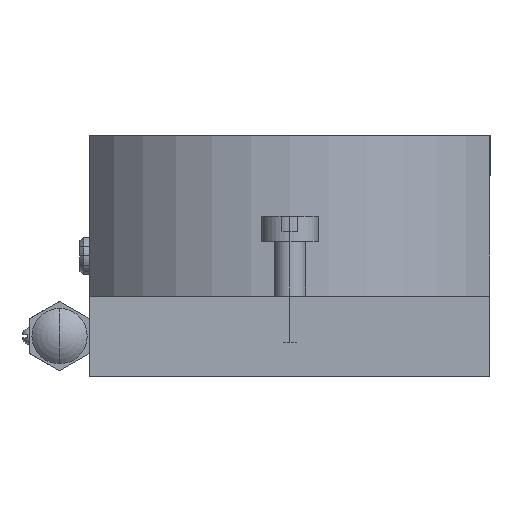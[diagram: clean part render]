
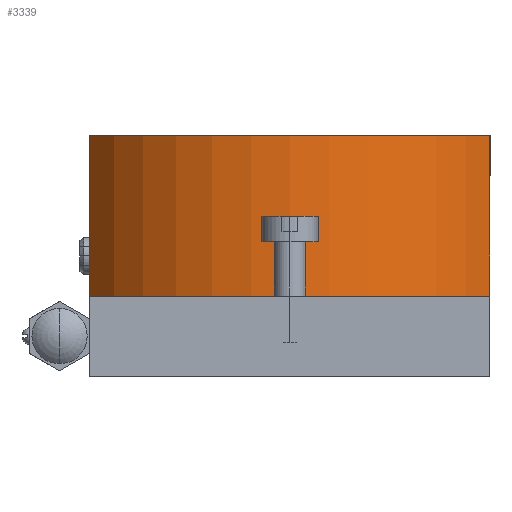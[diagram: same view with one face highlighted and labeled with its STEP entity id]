
A CAD part, left-side view. The second image highlights one B-rep face of the part: STEP entity #3339.
In plain terms, the highlighted cylindrical face has radius 38.1 mm (diameter 76.2 mm), a partial arc.
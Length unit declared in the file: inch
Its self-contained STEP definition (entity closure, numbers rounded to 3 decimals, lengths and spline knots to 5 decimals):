
#406 = CIRCLE ( 'NONE', #13107, 1.5 ) ;
#427 = DIRECTION ( 'NONE',  ( 0., 0., 1. ) ) ;
#833 = FACE_OUTER_BOUND ( 'NONE', #10806, .T. ) ;
#838 = VERTEX_POINT ( 'NONE', #6388 ) ;
#1356 = AXIS2_PLACEMENT_3D ( 'NONE', #2002, #10861, #3279 ) ;
#1988 = ORIENTED_EDGE ( 'NONE', *, *, #7141, .T. ) ;
#2002 = CARTESIAN_POINT ( 'NONE',  ( 0., 0., 0.25 ) ) ;
#3009 = AXIS2_PLACEMENT_3D ( 'NONE', #11551, #8965, #9024 ) ;
#3279 = DIRECTION ( 'NONE',  ( -1., 0., 0. ) ) ;
#3339 = ADVANCED_FACE ( 'NONE', ( #833 ), #12545, .T. ) ;
#3628 = ORIENTED_EDGE ( 'NONE', *, *, #4484, .T. ) ;
#3657 = CARTESIAN_POINT ( 'NONE',  ( -0.82916, 1.25, 0.25 ) ) ;
#4384 = VERTEX_POINT ( 'NONE', #11897 ) ;
#4484 = EDGE_CURVE ( 'NONE', #4384, #838, #406, .T. ) ;
#4503 = VECTOR ( 'NONE', #4927, 39.37008 ) ;
#4927 = DIRECTION ( 'NONE',  ( 0., 0., 1. ) ) ;
#5098 = CARTESIAN_POINT ( 'NONE',  ( -0.82916, -1.25, 0.25 ) ) ;
#5415 = ORIENTED_EDGE ( 'NONE', *, *, #11367, .F. ) ;
#6388 = CARTESIAN_POINT ( 'NONE',  ( -0.82916, 1.25, 1.25 ) ) ;
#6398 = CARTESIAN_POINT ( 'NONE',  ( -0.82916, 1.25, 0.25 ) ) ;
#7067 = CARTESIAN_POINT ( 'NONE',  ( 0., 0., 1.25 ) ) ;
#7141 = EDGE_CURVE ( 'NONE', #11022, #4384, #14298, .T. ) ;
#7142 = VECTOR ( 'NONE', #427, 39.37008 ) ;
#7837 = LINE ( 'NONE', #3657, #4503 ) ;
#8313 = DIRECTION ( 'NONE',  ( -1., 0., 0. ) ) ;
#8965 = DIRECTION ( 'NONE',  ( 0., 0., 1. ) ) ;
#9024 = DIRECTION ( 'NONE',  ( 1., 0., 0. ) ) ;
#9141 = CARTESIAN_POINT ( 'NONE',  ( -0.82916, -1.25, 0.25 ) ) ;
#10806 = EDGE_LOOP ( 'NONE', ( #3628, #5415, #16436, #1988 ) ) ;
#10861 = DIRECTION ( 'NONE',  ( 0., 0., -1. ) ) ;
#11022 = VERTEX_POINT ( 'NONE', #5098 ) ;
#11367 = EDGE_CURVE ( 'NONE', #14881, #838, #7837, .T. ) ;
#11551 = CARTESIAN_POINT ( 'NONE',  ( 0., 0., 0.25 ) ) ;
#11897 = CARTESIAN_POINT ( 'NONE',  ( -0.82916, -1.25, 1.25 ) ) ;
#12545 = CYLINDRICAL_SURFACE ( 'NONE', #3009, 1.5 ) ;
#13107 = AXIS2_PLACEMENT_3D ( 'NONE', #7067, #15959, #8313 ) ;
#14054 = EDGE_CURVE ( 'NONE', #11022, #14881, #15705, .T. ) ;
#14298 = LINE ( 'NONE', #9141, #7142 ) ;
#14881 = VERTEX_POINT ( 'NONE', #6398 ) ;
#15705 = CIRCLE ( 'NONE', #1356, 1.5 ) ;
#15959 = DIRECTION ( 'NONE',  ( 0., 0., -1. ) ) ;
#16436 = ORIENTED_EDGE ( 'NONE', *, *, #14054, .F. ) ;
